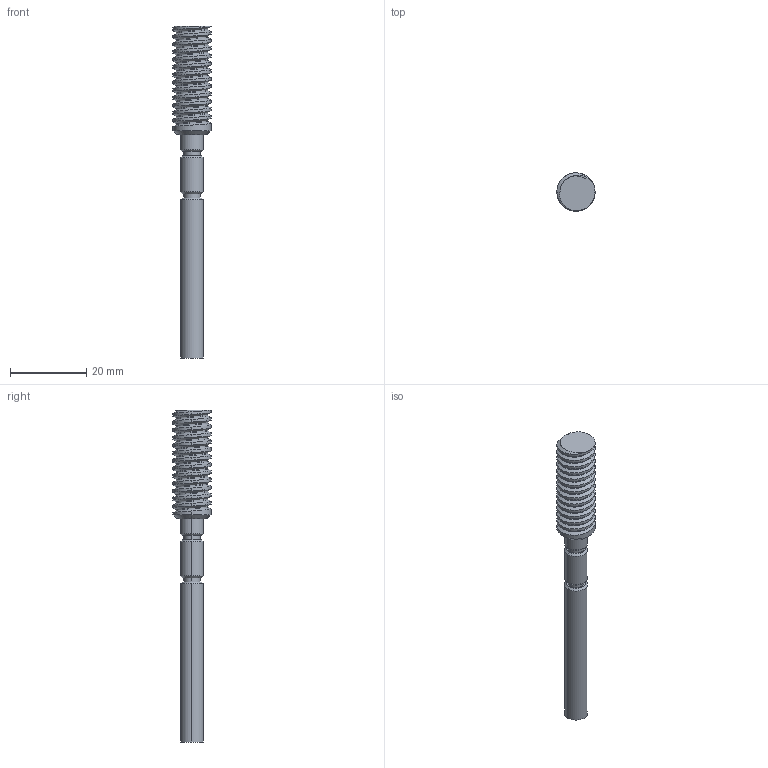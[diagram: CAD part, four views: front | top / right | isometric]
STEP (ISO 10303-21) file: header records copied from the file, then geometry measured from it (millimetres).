
FILE_DESCRIPTION (( 'STEP AP203' ), '1' );
FILE_NAME ('MEC050034-tige trapezoidale-C.STEP', '2022-11-24T17:24:09', ( '' ), ( '' ), 'SwSTEP 2.0', 'SolidWorks 2020', '' );
FILE_SCHEMA (( 'CONFIG_CONTROL_DESIGN' ));
Length unit declared in the file: millimetre
Products named in the file (1): MEC050034-tige trapezoidale-C
Bounding box: 10 x 10 x 87 mm (x, y, z)
Volume: 3519.1 mm3; surface area: 2586.7 mm2
Topology: 1 solids, 2 shells, 109 faces, 281 edges, 177 vertices
Faces by surface type: cylinder 75, plane 16, cone 12, bspline 6
Entity records: 10962 total; most frequent: CARTESIAN_POINT 8579, ORIENTED_EDGE 562, DIRECTION 408, EDGE_CURVE 281, VERTEX_POINT 177, AXIS2_PLACEMENT_3D 153, EDGE_LOOP 110, FACE_OUTER_BOUND 109
